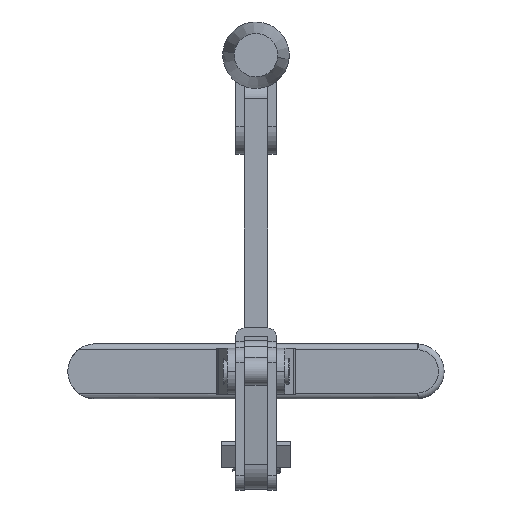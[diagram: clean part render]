
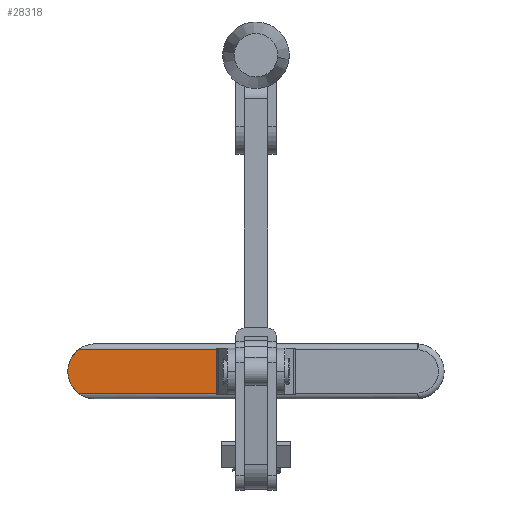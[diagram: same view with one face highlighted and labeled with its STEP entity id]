
A CAD part, front view. The second image highlights one B-rep face of the part: STEP entity #28318.
In plain terms, the highlighted face is planar.
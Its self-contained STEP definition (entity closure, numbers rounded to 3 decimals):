
#1056 = DIRECTION ( 'NONE',  ( 0., 0., -1. ) ) ;
#3189 = DIRECTION ( 'NONE',  ( 0., 1., 0. ) ) ;
#4149 = EDGE_CURVE ( 'NONE', #10437, #25915, #17691, .T. ) ;
#5744 = CARTESIAN_POINT ( 'NONE',  ( 1726.87, -526.057, 15.5 ) ) ;
#6773 = AXIS2_PLACEMENT_3D ( 'NONE', #31090, #14107, #33883 ) ;
#7640 = EDGE_CURVE ( 'NONE', #10437, #19898, #22837, .T. ) ;
#7818 = CARTESIAN_POINT ( 'NONE',  ( 1726.87, -414.557, 8. ) ) ;
#10126 = EDGE_CURVE ( 'NONE', #22394, #25915, #15211, .T. ) ;
#10399 = EDGE_LOOP ( 'NONE', ( #12183, #22079, #14912, #16193 ) ) ;
#10437 = VERTEX_POINT ( 'NONE', #27133 ) ;
#10673 = PLANE ( 'NONE',  #12035 ) ;
#11056 = VECTOR ( 'NONE', #36634, 1000. ) ;
#12035 = AXIS2_PLACEMENT_3D ( 'NONE', #7818, #36103, #19204 ) ;
#12183 = ORIENTED_EDGE ( 'NONE', *, *, #7640, .F. ) ;
#14107 = DIRECTION ( 'NONE',  ( -1., 0., 0. ) ) ;
#14912 = ORIENTED_EDGE ( 'NONE', *, *, #10126, .F. ) ;
#15211 = CIRCLE ( 'NONE', #6773, 9.513 ) ;
#16193 = ORIENTED_EDGE ( 'NONE', *, *, #21794, .T. ) ;
#16279 = FACE_OUTER_BOUND ( 'NONE', #10399, .T. ) ;
#17691 = LINE ( 'NONE', #5744, #11056 ) ;
#19204 = DIRECTION ( 'NONE',  ( 0., 0., 1. ) ) ;
#19898 = VERTEX_POINT ( 'NONE', #36607 ) ;
#21794 = EDGE_CURVE ( 'NONE', #22394, #19898, #24003, .T. ) ;
#21989 = VECTOR ( 'NONE', #1056, 1000. ) ;
#22079 = ORIENTED_EDGE ( 'NONE', *, *, #4149, .T. ) ;
#22394 = VERTEX_POINT ( 'NONE', #26618 ) ;
#22837 = LINE ( 'NONE', #34973, #21989 ) ;
#23016 = CARTESIAN_POINT ( 'NONE',  ( 1726.87, -474.557, 0.5 ) ) ;
#24003 = LINE ( 'NONE', #23016, #32432 ) ;
#25915 = VERTEX_POINT ( 'NONE', #30192 ) ;
#26618 = CARTESIAN_POINT ( 'NONE',  ( 1726.87, -531.409, 0.5 ) ) ;
#27133 = CARTESIAN_POINT ( 'NONE',  ( 1726.87, -474.557, 15.5 ) ) ;
#28318 = ADVANCED_FACE ( 'NONE', ( #16279 ), #10673, .F. ) ;
#30192 = CARTESIAN_POINT ( 'NONE',  ( 1726.87, -531.409, 15.5 ) ) ;
#31090 = CARTESIAN_POINT ( 'NONE',  ( 1726.87, -525.557, 8. ) ) ;
#32432 = VECTOR ( 'NONE', #3189, 1000. ) ;
#33883 = DIRECTION ( 'NONE',  ( 0., 0., 1. ) ) ;
#34973 = CARTESIAN_POINT ( 'NONE',  ( 1726.87, -474.557, -1.5 ) ) ;
#36103 = DIRECTION ( 'NONE',  ( -1., 0., 0. ) ) ;
#36607 = CARTESIAN_POINT ( 'NONE',  ( 1726.87, -474.557, 0.5 ) ) ;
#36634 = DIRECTION ( 'NONE',  ( 0., -1., 0. ) ) ;
